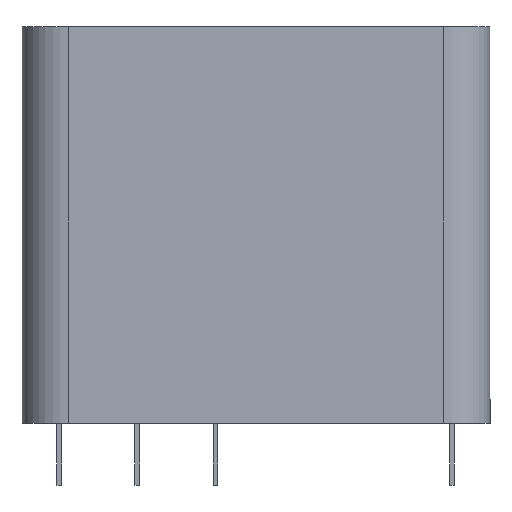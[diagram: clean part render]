
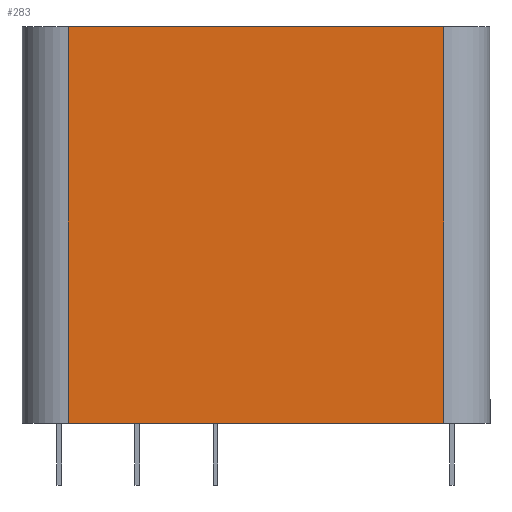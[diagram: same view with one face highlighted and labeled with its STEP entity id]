
A CAD part, left-side view. The second image highlights one B-rep face of the part: STEP entity #283.
In plain terms, the highlighted planar face has unit normal (-1, 0, 0).
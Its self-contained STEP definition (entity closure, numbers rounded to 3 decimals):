
#263=AXIS2_PLACEMENT_3D('Plane Axis2P3D',#260,#261,#262) ;
#56=CARTESIAN_POINT('Vertex',(0.,27.2,29.6)) ;
#59=CARTESIAN_POINT('Line Origine',(0.,15.1,29.6)) ;
#63=CARTESIAN_POINT('Vertex',(0.,3.,29.6)) ;
#244=CARTESIAN_POINT('Vertex',(0.,27.2,4.)) ;
#247=CARTESIAN_POINT('Line Origine',(0.,27.2,16.8)) ;
#260=CARTESIAN_POINT('Axis2P3D Location',(0.,0.61,4.)) ;
#265=CARTESIAN_POINT('Line Origine',(0.,15.1,4.)) ;
#269=CARTESIAN_POINT('Vertex',(0.,3.,4.)) ;
#272=CARTESIAN_POINT('Line Origine',(0.,3.,16.8)) ;
#60=DIRECTION('Vector Direction',(0.,1.,0.)) ;
#248=DIRECTION('Vector Direction',(0.,0.,-1.)) ;
#261=DIRECTION('Axis2P3D Direction',(-1.,0.,0.)) ;
#262=DIRECTION('Axis2P3D XDirection',(0.,1.,0.)) ;
#266=DIRECTION('Vector Direction',(0.,1.,0.)) ;
#273=DIRECTION('Vector Direction',(0.,0.,1.)) ;
#61=VECTOR('Line Direction',#60,1.) ;
#249=VECTOR('Line Direction',#248,1.) ;
#267=VECTOR('Line Direction',#266,1.) ;
#274=VECTOR('Line Direction',#273,1.) ;
#278=ORIENTED_EDGE('',*,*,#271,.F.) ;
#279=ORIENTED_EDGE('',*,*,#276,.F.) ;
#280=ORIENTED_EDGE('',*,*,#65,.T.) ;
#281=ORIENTED_EDGE('',*,*,#251,.F.) ;
#283=ADVANCED_FACE('RELAIS',(#282),#264,.T.) ;
#65=EDGE_CURVE('',#64,#57,#62,.T.) ;
#251=EDGE_CURVE('',#245,#57,#250,.F.) ;
#271=EDGE_CURVE('',#270,#245,#268,.T.) ;
#276=EDGE_CURVE('',#64,#270,#275,.F.) ;
#277=EDGE_LOOP('',(#278,#279,#280,#281)) ;
#282=FACE_OUTER_BOUND('',#277,.T.) ;
#62=LINE('Line',#59,#61) ;
#250=LINE('Line',#247,#249) ;
#268=LINE('Line',#265,#267) ;
#275=LINE('Line',#272,#274) ;
#264=PLANE('',#263) ;
#57=VERTEX_POINT('',#56) ;
#64=VERTEX_POINT('',#63) ;
#245=VERTEX_POINT('',#244) ;
#270=VERTEX_POINT('',#269) ;
